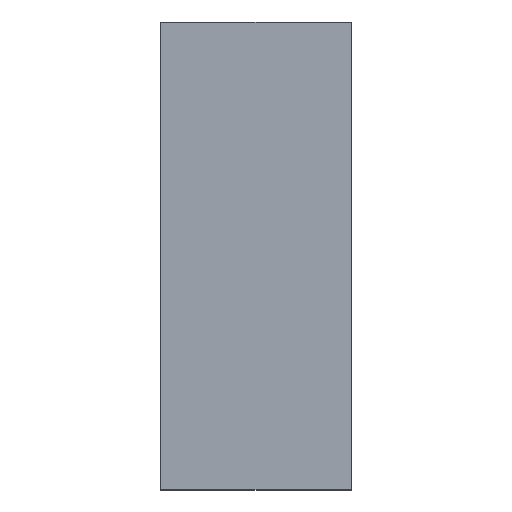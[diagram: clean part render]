
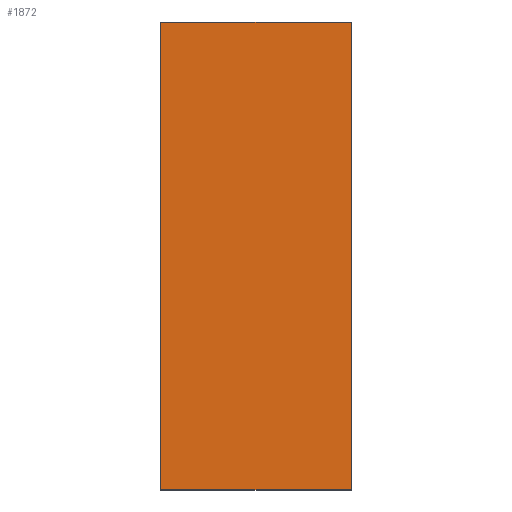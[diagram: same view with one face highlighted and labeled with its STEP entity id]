
A CAD part, top view. The second image highlights one B-rep face of the part: STEP entity #1872.
In plain terms, the highlighted face is planar.
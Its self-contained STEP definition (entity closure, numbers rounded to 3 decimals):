
#1745=DIRECTION('',(1.,0.,0.));
#1746=VECTOR('',#1745,5.5);
#1747=CARTESIAN_POINT('',(-2.75,0.8,6.75));
#1748=LINE('',#1747,#1746);
#1752=DIRECTION('',(0.,0.,1.));
#1753=VECTOR('',#1752,13.5);
#1754=CARTESIAN_POINT('',(-2.75,0.8,-6.75));
#1755=LINE('',#1754,#1753);
#1759=DIRECTION('',(-1.,0.,0.));
#1760=VECTOR('',#1759,5.5);
#1761=CARTESIAN_POINT('',(2.75,0.8,-6.75));
#1762=LINE('',#1761,#1760);
#1766=DIRECTION('',(0.,0.,-1.));
#1767=VECTOR('',#1766,13.5);
#1768=CARTESIAN_POINT('',(2.75,0.8,6.75));
#1769=LINE('',#1768,#1767);
#1781=CARTESIAN_POINT('',(-2.75,0.8,6.75));
#1782=CARTESIAN_POINT('',(2.75,0.8,6.75));
#1783=VERTEX_POINT('',#1781);
#1784=VERTEX_POINT('',#1782);
#1785=CARTESIAN_POINT('',(2.75,0.8,-6.75));
#1786=VERTEX_POINT('',#1785);
#1787=CARTESIAN_POINT('',(-2.75,0.8,-6.75));
#1788=VERTEX_POINT('',#1787);
#1861=CARTESIAN_POINT('',(0.,0.8,0.));
#1862=DIRECTION('',(0.,1.,0.));
#1863=DIRECTION('',(1.,0.,0.));
#1864=AXIS2_PLACEMENT_3D('',#1861,#1862,#1863);
#1865=PLANE('',#1864);
#1866=ORIENTED_EDGE('',*,*,#1813,.F.);
#1867=ORIENTED_EDGE('',*,*,#1828,.F.);
#1868=ORIENTED_EDGE('',*,*,#1842,.F.);
#1869=ORIENTED_EDGE('',*,*,#1855,.F.);
#1870=EDGE_LOOP('',(#1866,#1867,#1868,#1869));
#1871=FACE_OUTER_BOUND('',#1870,.F.);
#1813=EDGE_CURVE('',#1783,#1784,#1748,.T.);
#1828=EDGE_CURVE('',#1788,#1783,#1755,.T.);
#1842=EDGE_CURVE('',#1786,#1788,#1762,.T.);
#1855=EDGE_CURVE('',#1784,#1786,#1769,.T.);
#1872=ADVANCED_FACE('',(#1871),#1865,.T.);
